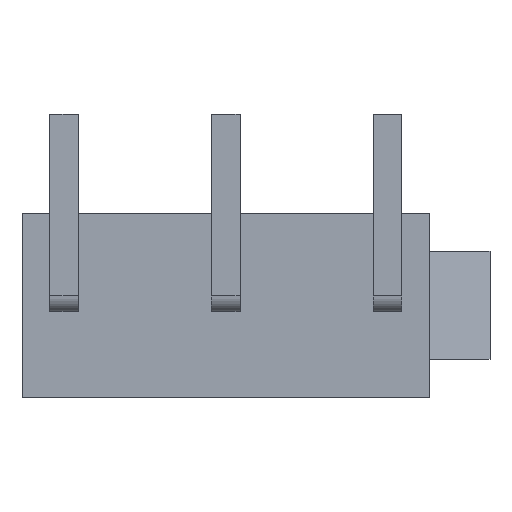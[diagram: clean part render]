
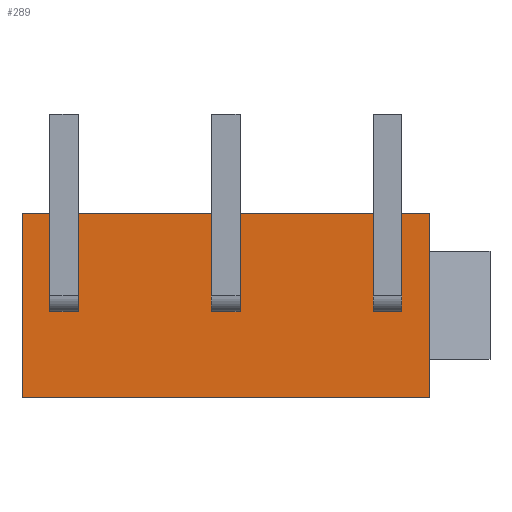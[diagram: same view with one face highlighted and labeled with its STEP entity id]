
A CAD part, front view. The second image highlights one B-rep face of the part: STEP entity #289.
In plain terms, the highlighted planar face has unit normal (0, -1, 0).
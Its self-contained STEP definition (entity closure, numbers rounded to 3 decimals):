
#26 = VERTEX_POINT ( 'NONE', #1298 ) ;
#74 = ORIENTED_EDGE ( 'NONE', *, *, #523, .T. ) ;
#76 = EDGE_CURVE ( 'NONE', #503, #1189, #1463, .T. ) ;
#87 = VERTEX_POINT ( 'NONE', #1516 ) ;
#89 = ORIENTED_EDGE ( 'NONE', *, *, #219, .F. ) ;
#133 = ORIENTED_EDGE ( 'NONE', *, *, #232, .T. ) ;
#139 = EDGE_CURVE ( 'NONE', #87, #26, #1845, .T. ) ;
#156 = ORIENTED_EDGE ( 'NONE', *, *, #139, .F. ) ;
#171 = EDGE_CURVE ( 'NONE', #260, #87, #2057, .T. ) ;
#176 = ORIENTED_EDGE ( 'NONE', *, *, #1042, .T. ) ;
#183 = EDGE_LOOP ( 'NONE', ( #89, #74, #286, #217 ) ) ;
#196 = VERTEX_POINT ( 'NONE', #2149 ) ;
#217 = ORIENTED_EDGE ( 'NONE', *, *, #259, .F. ) ;
#219 = EDGE_CURVE ( 'NONE', #344, #970, #2349, .T. ) ;
#225 = VERTEX_POINT ( 'NONE', #398 ) ;
#229 = EDGE_LOOP ( 'NONE', ( #1053, #176, #1230, #1148 ) ) ;
#231 = VERTEX_POINT ( 'NONE', #406 ) ;
#232 = EDGE_CURVE ( 'NONE', #225, #341, #407, .T. ) ;
#248 = VERTEX_POINT ( 'NONE', #474 ) ;
#259 = EDGE_CURVE ( 'NONE', #970, #1189, #513, .T. ) ;
#260 = VERTEX_POINT ( 'NONE', #517 ) ;
#263 = VERTEX_POINT ( 'NONE', #520 ) ;
#280 = ORIENTED_EDGE ( 'NONE', *, *, #297, .F. ) ;
#286 = ORIENTED_EDGE ( 'NONE', *, *, #76, .T. ) ;
#289 = ADVANCED_FACE ( 'NONE', ( #597, #598, #599, #600 ), #601, .F. ) ;
#297 = EDGE_CURVE ( 'NONE', #225, #263, #627, .T. ) ;
#306 = ORIENTED_EDGE ( 'NONE', *, *, #1872, .T. ) ;
#341 = VERTEX_POINT ( 'NONE', #1544 ) ;
#344 = VERTEX_POINT ( 'NONE', #1570 ) ;
#357 = EDGE_LOOP ( 'NONE', ( #1627, #280, #133, #389 ) ) ;
#389 = ORIENTED_EDGE ( 'NONE', *, *, #898, .T. ) ;
#398 = CARTESIAN_POINT ( 'NONE',  ( 2.28, -1.5, 0.2 ) ) ;
#406 = CARTESIAN_POINT ( 'NONE',  ( -9.65, -1.5, -2.9 ) ) ;
#407 = LINE ( 'NONE', #408, #409 ) ;
#408 = CARTESIAN_POINT ( 'NONE',  ( 2.28, -1.5, -0.2 ) ) ;
#409 = VECTOR ( 'NONE', #410, 1000. ) ;
#410 = DIRECTION ( 'NONE',  ( 0., 0., -1. ) ) ;
#474 = CARTESIAN_POINT ( 'NONE',  ( -8.78, -1.5, 0.2 ) ) ;
#503 = VERTEX_POINT ( 'NONE', #2076 ) ;
#505 = ORIENTED_EDGE ( 'NONE', *, *, #1157, .T. ) ;
#513 = LINE ( 'NONE', #514, #515 ) ;
#514 = CARTESIAN_POINT ( 'NONE',  ( -3.7, -1.5, -0.2 ) ) ;
#515 = VECTOR ( 'NONE', #516, 1000. ) ;
#516 = DIRECTION ( 'NONE',  ( 0., 0., -1. ) ) ;
#517 = CARTESIAN_POINT ( 'NONE',  ( -9.65, -1.5, 2.9 ) ) ;
#520 = CARTESIAN_POINT ( 'NONE',  ( 1.38, -1.5, 0.2 ) ) ;
#523 = EDGE_CURVE ( 'NONE', #344, #503, #2085, .T. ) ;
#530 = LINE ( 'NONE', #531, #532 ) ;
#531 = CARTESIAN_POINT ( 'NONE',  ( -8.78, -1.5, -0.2 ) ) ;
#532 = VECTOR ( 'NONE', #533, 1000. ) ;
#533 = DIRECTION ( 'NONE',  ( 0., 0., -1. ) ) ;
#541 = EDGE_CURVE ( 'NONE', #196, #1058, #2094, .T. ) ;
#547 = CARTESIAN_POINT ( 'NONE',  ( -3.7, -1.5, -0.2 ) ) ;
#597 = FACE_BOUND ( 'NONE', #229, .T. ) ;
#598 = FACE_BOUND ( 'NONE', #183, .T. ) ;
#599 = FACE_OUTER_BOUND ( 'NONE', #1089, .T. ) ;
#600 = FACE_BOUND ( 'NONE', #357, .T. ) ;
#601 = PLANE ( 'NONE',  #602 ) ;
#602 = AXIS2_PLACEMENT_3D ( 'NONE', #606, #607, #608 ) ;
#606 = CARTESIAN_POINT ( 'NONE',  ( -9.65, -1.5, 2.9 ) ) ;
#607 = DIRECTION ( 'NONE',  ( 0., 1., 0. ) ) ;
#608 = DIRECTION ( 'NONE',  ( -1., 0., 0. ) ) ;
#609 = LINE ( 'NONE', #610, #611 ) ;
#610 = CARTESIAN_POINT ( 'NONE',  ( -7.88, -1.5, 0.2 ) ) ;
#611 = VECTOR ( 'NONE', #612, 1000. ) ;
#612 = DIRECTION ( 'NONE',  ( -1., 0., 0. ) ) ;
#627 = LINE ( 'NONE', #628, #629 ) ;
#628 = CARTESIAN_POINT ( 'NONE',  ( 2.28, -1.5, 0.2 ) ) ;
#629 = VECTOR ( 'NONE', #630, 1000. ) ;
#630 = DIRECTION ( 'NONE',  ( -1., 0., 0. ) ) ;
#898 = EDGE_CURVE ( 'NONE', #341, #1923, #2317, .T. ) ;
#970 = VERTEX_POINT ( 'NONE', #2361 ) ;
#1042 = EDGE_CURVE ( 'NONE', #2319, #196, #1218, .T. ) ;
#1053 = ORIENTED_EDGE ( 'NONE', *, *, #1211, .F. ) ;
#1058 = VERTEX_POINT ( 'NONE', #1325 ) ;
#1089 = EDGE_LOOP ( 'NONE', ( #505, #156, #2196, #306 ) ) ;
#1148 = ORIENTED_EDGE ( 'NONE', *, *, #1187, .F. ) ;
#1157 = EDGE_CURVE ( 'NONE', #231, #26, #2331, .T. ) ;
#1187 = EDGE_CURVE ( 'NONE', #248, #1058, #530, .T. ) ;
#1189 = VERTEX_POINT ( 'NONE', #547 ) ;
#1211 = EDGE_CURVE ( 'NONE', #2319, #248, #609, .T. ) ;
#1218 = LINE ( 'NONE', #1219, #1220 ) ;
#1219 = CARTESIAN_POINT ( 'NONE',  ( -7.88, -1.5, -0.2 ) ) ;
#1220 = VECTOR ( 'NONE', #1221, 1000. ) ;
#1221 = DIRECTION ( 'NONE',  ( 0., 0., -1. ) ) ;
#1230 = ORIENTED_EDGE ( 'NONE', *, *, #541, .T. ) ;
#1298 = CARTESIAN_POINT ( 'NONE',  ( 3.15, -1.5, -2.9 ) ) ;
#1325 = CARTESIAN_POINT ( 'NONE',  ( -8.78, -1.5, -0.2 ) ) ;
#1463 = LINE ( 'NONE', #1464, #1465 ) ;
#1464 = CARTESIAN_POINT ( 'NONE',  ( -2.8, -1.5, -0.2 ) ) ;
#1465 = VECTOR ( 'NONE', #1466, 1000. ) ;
#1466 = DIRECTION ( 'NONE',  ( -1., 0., 0. ) ) ;
#1516 = CARTESIAN_POINT ( 'NONE',  ( 3.15, -1.5, 2.9 ) ) ;
#1544 = CARTESIAN_POINT ( 'NONE',  ( 2.28, -1.5, -0.2 ) ) ;
#1570 = CARTESIAN_POINT ( 'NONE',  ( -2.8, -1.5, 0.2 ) ) ;
#1627 = ORIENTED_EDGE ( 'NONE', *, *, #1889, .F. ) ;
#1746 = LINE ( 'NONE', #1749, #1750 ) ;
#1749 = CARTESIAN_POINT ( 'NONE',  ( -9.65, -1.5, 2.9 ) ) ;
#1750 = VECTOR ( 'NONE', #1751, 1000. ) ;
#1751 = DIRECTION ( 'NONE',  ( 0., 0., -1. ) ) ;
#1758 = LINE ( 'NONE', #1759, #1760 ) ;
#1759 = CARTESIAN_POINT ( 'NONE',  ( 1.38, -1.5, -0.2 ) ) ;
#1760 = VECTOR ( 'NONE', #1761, 1000. ) ;
#1761 = DIRECTION ( 'NONE',  ( 0., 0., -1. ) ) ;
#1775 = CARTESIAN_POINT ( 'NONE',  ( 1.38, -1.5, -0.2 ) ) ;
#1845 = LINE ( 'NONE', #1846, #1847 ) ;
#1846 = CARTESIAN_POINT ( 'NONE',  ( 3.15, -1.5, 2.9 ) ) ;
#1847 = VECTOR ( 'NONE', #1848, 1000. ) ;
#1848 = DIRECTION ( 'NONE',  ( 0., 0., -1. ) ) ;
#1872 = EDGE_CURVE ( 'NONE', #260, #231, #1746, .T. ) ;
#1889 = EDGE_CURVE ( 'NONE', #263, #1923, #1758, .T. ) ;
#1923 = VERTEX_POINT ( 'NONE', #1775 ) ;
#2020 = CARTESIAN_POINT ( 'NONE',  ( -7.88, -1.5, 0.2 ) ) ;
#2057 = LINE ( 'NONE', #2058, #2059 ) ;
#2058 = CARTESIAN_POINT ( 'NONE',  ( -9.65, -1.5, 2.9 ) ) ;
#2059 = VECTOR ( 'NONE', #2060, 1000. ) ;
#2060 = DIRECTION ( 'NONE',  ( 1., 0., 0. ) ) ;
#2076 = CARTESIAN_POINT ( 'NONE',  ( -2.8, -1.5, -0.2 ) ) ;
#2085 = LINE ( 'NONE', #2086, #2087 ) ;
#2086 = CARTESIAN_POINT ( 'NONE',  ( -2.8, -1.5, -0.2 ) ) ;
#2087 = VECTOR ( 'NONE', #2088, 1000. ) ;
#2088 = DIRECTION ( 'NONE',  ( 0., 0., -1. ) ) ;
#2094 = LINE ( 'NONE', #2095, #2096 ) ;
#2095 = CARTESIAN_POINT ( 'NONE',  ( -7.88, -1.5, -0.2 ) ) ;
#2096 = VECTOR ( 'NONE', #2097, 1000. ) ;
#2097 = DIRECTION ( 'NONE',  ( -1., 0., 0. ) ) ;
#2149 = CARTESIAN_POINT ( 'NONE',  ( -7.88, -1.5, -0.2 ) ) ;
#2196 = ORIENTED_EDGE ( 'NONE', *, *, #171, .F. ) ;
#2317 = LINE ( 'NONE', #2320, #2321 ) ;
#2319 = VERTEX_POINT ( 'NONE', #2020 ) ;
#2320 = CARTESIAN_POINT ( 'NONE',  ( 2.28, -1.5, -0.2 ) ) ;
#2321 = VECTOR ( 'NONE', #2322, 1000. ) ;
#2322 = DIRECTION ( 'NONE',  ( -1., 0., 0. ) ) ;
#2331 = LINE ( 'NONE', #2332, #2333 ) ;
#2332 = CARTESIAN_POINT ( 'NONE',  ( -9.65, -1.5, -2.9 ) ) ;
#2333 = VECTOR ( 'NONE', #2334, 1000. ) ;
#2334 = DIRECTION ( 'NONE',  ( 1., 0., 0. ) ) ;
#2349 = LINE ( 'NONE', #2350, #2351 ) ;
#2350 = CARTESIAN_POINT ( 'NONE',  ( -2.8, -1.5, 0.2 ) ) ;
#2351 = VECTOR ( 'NONE', #2355, 1000. ) ;
#2355 = DIRECTION ( 'NONE',  ( -1., 0., 0. ) ) ;
#2361 = CARTESIAN_POINT ( 'NONE',  ( -3.7, -1.5, 0.2 ) ) ;
